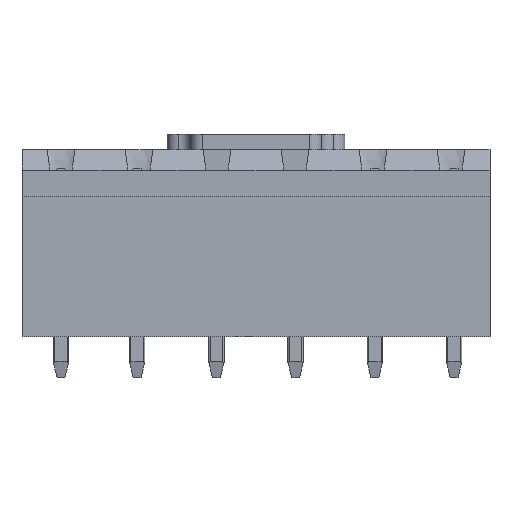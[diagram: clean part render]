
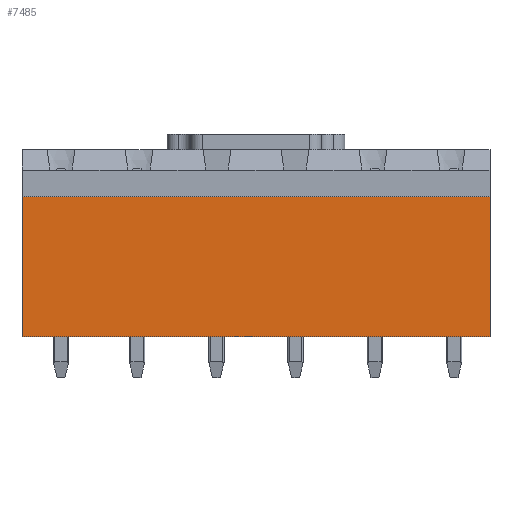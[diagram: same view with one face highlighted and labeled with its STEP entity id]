
A CAD part, front view. The second image highlights one B-rep face of the part: STEP entity #7485.
In plain terms, the highlighted planar face has unit normal (0, -1, 0).
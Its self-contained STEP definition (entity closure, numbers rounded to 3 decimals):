
#929=ORIENTED_EDGE('',*,*,#2974,.T.);
#930=ORIENTED_EDGE('',*,*,#2564,.T.);
#931=ORIENTED_EDGE('',*,*,#2712,.T.);
#932=ORIENTED_EDGE('',*,*,#3018,.T.);
#2564=EDGE_CURVE('',#3663,#3662,#4372,.T.);
#2712=EDGE_CURVE('',#3662,#3804,#4484,.T.);
#2974=EDGE_CURVE('',#4002,#3663,#4736,.T.);
#3018=EDGE_CURVE('',#3804,#4002,#4774,.T.);
#3662=VERTEX_POINT('',#10539);
#3663=VERTEX_POINT('',#10541);
#3804=VERTEX_POINT('',#10838);
#4002=VERTEX_POINT('',#11385);
#4372=LINE('',#10540,#5258);
#4484=LINE('',#10839,#5370);
#4736=LINE('',#11384,#5622);
#4774=LINE('',#11453,#5660);
#5258=VECTOR('',#8475,1000.);
#5370=VECTOR('',#8677,1000.);
#5622=VECTOR('',#9041,1000.);
#5660=VECTOR('',#9099,1000.);
#6216=EDGE_LOOP('',(#929,#930,#931,#932));
#6688=FACE_BOUND('',#6216,.T.);
#7154=PLANE('',#7992);
#7485=ADVANCED_FACE('',(#6688),#7154,.T.);
#7992=AXIS2_PLACEMENT_3D('',#11454,#9100,#9101);
#8475=DIRECTION('',(1.,0.,0.));
#8677=DIRECTION('',(0.,0.,1.));
#9041=DIRECTION('',(0.,0.,-1.));
#9099=DIRECTION('',(-1.,0.,0.));
#9100=DIRECTION('',(0.,-1.,0.));
#9101=DIRECTION('',(0.,0.,-1.));
#10539=CARTESIAN_POINT('',(15.,0.7,-6.));
#10540=CARTESIAN_POINT('',(-15.,0.7,-6.));
#10541=CARTESIAN_POINT('',(-15.,0.7,-6.));
#10838=CARTESIAN_POINT('',(15.,0.7,3.));
#10839=CARTESIAN_POINT('',(15.,0.7,-6.));
#11384=CARTESIAN_POINT('',(-15.,0.7,3.));
#11385=CARTESIAN_POINT('',(-15.,0.7,3.));
#11453=CARTESIAN_POINT('',(15.,0.7,3.));
#11454=CARTESIAN_POINT('',(0.,0.7,0.));
